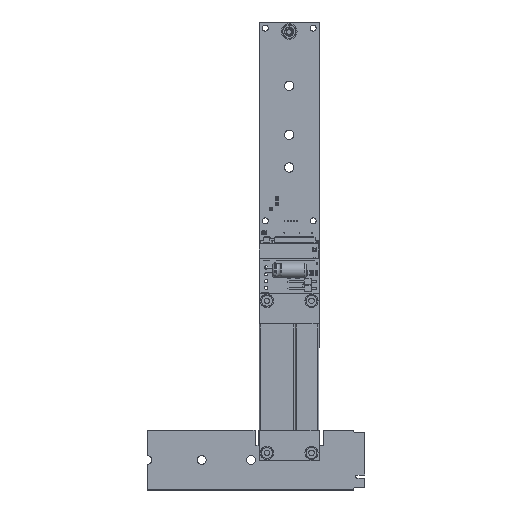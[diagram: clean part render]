
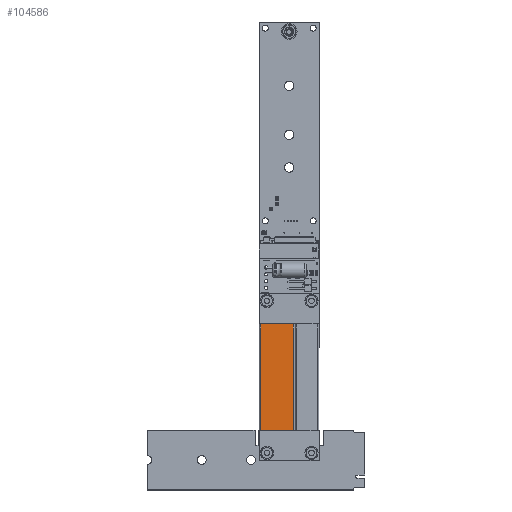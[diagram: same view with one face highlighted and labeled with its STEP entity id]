
A CAD part, top view. The second image highlights one B-rep face of the part: STEP entity #104586.
In plain terms, the highlighted face is planar.
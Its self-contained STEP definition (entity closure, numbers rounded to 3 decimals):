
#104558 = VERTEX_POINT('',#104559);
#104559 = CARTESIAN_POINT('',(0.,0.,
    0.));
#104566 = EDGE_CURVE('',#104567,#104558,#104569,.T.);
#104567 = VERTEX_POINT('',#104568);
#104568 = CARTESIAN_POINT('',(0.,0.,
    -43.));
#104569 = LINE('',#104570,#104571);
#104570 = CARTESIAN_POINT('',(0.,0.,
    -43.));
#104571 = VECTOR('',#104572,1.);
#104572 = DIRECTION('',(0.,0.,1.));
#104586 = ADVANCED_FACE('',(#104587),#104612,.T.);
#104587 = FACE_BOUND('',#104588,.T.);
#104588 = EDGE_LOOP('',(#104589,#104597,#104605,#104611));
#104589 = ORIENTED_EDGE('',*,*,#104590,.F.);
#104590 = EDGE_CURVE('',#104591,#104558,#104593,.T.);
#104591 = VERTEX_POINT('',#104592);
#104592 = CARTESIAN_POINT('',(12.065,0.,
    0.));
#104593 = LINE('',#104594,#104595);
#104594 = CARTESIAN_POINT('',(0.,0.,
    0.));
#104595 = VECTOR('',#104596,1.);
#104596 = DIRECTION('',(-1.,0.,0.));
#104597 = ORIENTED_EDGE('',*,*,#104598,.F.);
#104598 = EDGE_CURVE('',#104599,#104591,#104601,.T.);
#104599 = VERTEX_POINT('',#104600);
#104600 = CARTESIAN_POINT('',(12.065,0.,-43.)
  );
#104601 = LINE('',#104602,#104603);
#104602 = CARTESIAN_POINT('',(12.065,0.,-43.)
  );
#104603 = VECTOR('',#104604,1.);
#104604 = DIRECTION('',(0.,0.,1.));
#104605 = ORIENTED_EDGE('',*,*,#104606,.T.);
#104606 = EDGE_CURVE('',#104599,#104567,#104607,.T.);
#104607 = LINE('',#104608,#104609);
#104608 = CARTESIAN_POINT('',(0.,0.,
    -43.));
#104609 = VECTOR('',#104610,1.);
#104610 = DIRECTION('',(-1.,0.,0.));
#104611 = ORIENTED_EDGE('',*,*,#104566,.T.);
#104612 = PLANE('',#104613);
#104613 = AXIS2_PLACEMENT_3D('',#104614,#104615,#104616);
#104614 = CARTESIAN_POINT('',(0.,0.,
    -43.));
#104615 = DIRECTION('',(0.,1.,0.));
#104616 = DIRECTION('',(0.,0.,1.));
